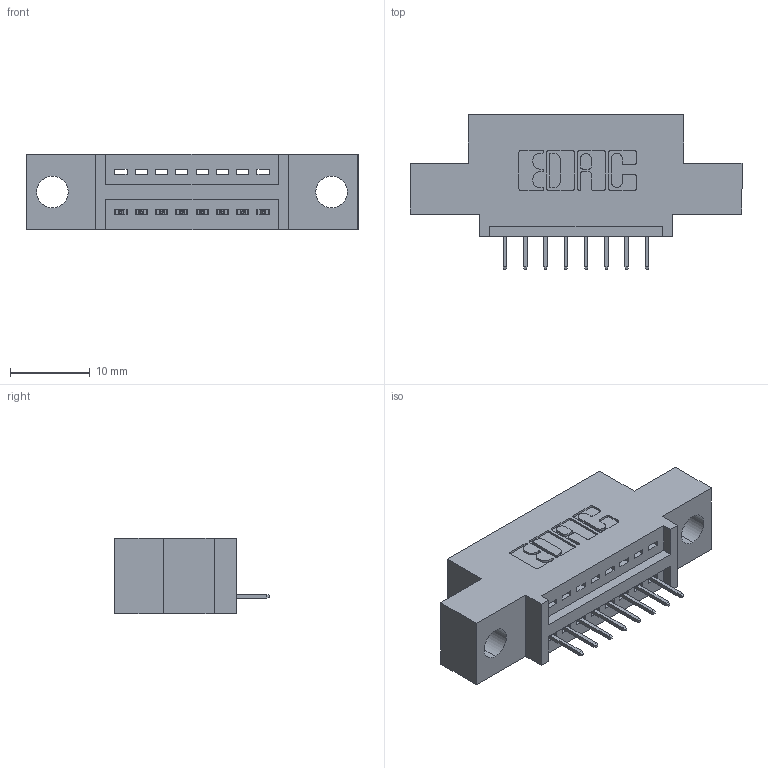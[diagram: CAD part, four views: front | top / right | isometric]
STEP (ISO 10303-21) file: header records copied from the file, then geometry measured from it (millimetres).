
FILE_DESCRIPTION (( 'STEP AP203' ), '1' );
FILE_NAME ('395-008-524-404.STEP', '2021-05-31T14:11:27', ( '' ), ( '' ), 'SwSTEP 2.0', 'SolidWorks 2020', '' );
FILE_SCHEMA (( 'CONFIG_CONTROL_DESIGN' ));
Length unit declared in the file: inch
Products named in the file (3): 345 Part_0.110 Offset - 0.156 Dia-TI; 395-008-524-404; 345-292-001_345-293-124
Assembly tree (9 placements, depth 2):
  395-008-524-404
    345 Part_0.110 Offset - 0.156 Dia-TI
    345-292-001_345-293-124  x8
Bounding box: 41.53 x 19.35 x 9.4 mm (x, y, z)
Volume: 3455 mm3; surface area: 3952.6 mm2
Topology: 9 solids, 9 shells, 640 faces, 1829 edges, 1186 vertices
Faces by surface type: plane 466, cylinder 174
Entity records: 11223 total; most frequent: CARTESIAN_POINT 1954, ORIENTED_EDGE 1894, DIRECTION 1755, EDGE_CURVE 947, LINE 787, VECTOR 787, VERTEX_POINT 626, AXIS2_PLACEMENT_3D 484
